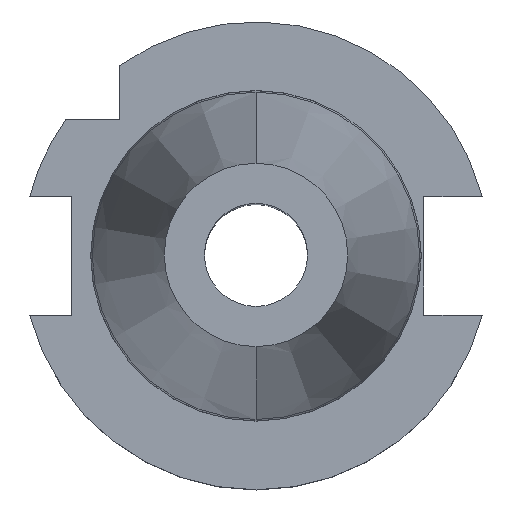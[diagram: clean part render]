
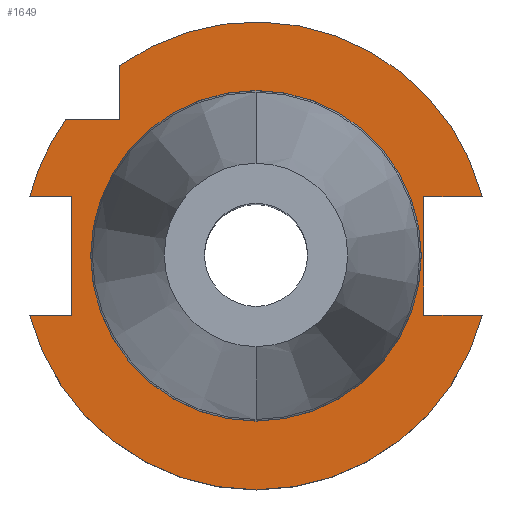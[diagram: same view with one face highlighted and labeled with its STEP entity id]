
A CAD part, top view. The second image highlights one B-rep face of the part: STEP entity #1649.
In plain terms, the highlighted planar face has unit normal (0, 0, 1).
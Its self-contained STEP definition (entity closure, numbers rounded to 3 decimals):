
#233=CARTESIAN_POINT('',(0.,0.,-3.2));
#234=DIRECTION('',(0.,0.,-1.));
#235=DIRECTION('',(0.,1.,0.));
#236=AXIS2_PLACEMENT_3D('',#233,#234,#235);
#255=CARTESIAN_POINT('',(0.,0.,-3.2));
#256=DIRECTION('',(0.,0.,1.));
#257=DIRECTION('',(0.,1.,0.));
#258=AXIS2_PLACEMENT_3D('',#255,#256,#257);
#263=DIRECTION('',(0.,-1.,0.));
#264=VECTOR('',#263,7.334);
#265=CARTESIAN_POINT('',(-18.5,25.834,-3.2));
#266=LINE('',#265,#264);
#270=DIRECTION('',(-1.,0.,0.));
#271=VECTOR('',#270,7.938);
#272=CARTESIAN_POINT('',(30.738,8.05,-3.2));
#273=LINE('',#272,#271);
#277=DIRECTION('',(0.,1.,0.));
#278=VECTOR('',#277,16.1);
#279=CARTESIAN_POINT('',(22.8,-8.05,-3.2));
#280=LINE('',#279,#278);
#284=DIRECTION('',(-1.,0.,0.));
#285=VECTOR('',#284,7.938);
#286=CARTESIAN_POINT('',(30.738,-8.05,-3.2));
#287=LINE('',#286,#285);
#291=DIRECTION('',(1.,0.,0.));
#292=VECTOR('',#291,5.738);
#293=CARTESIAN_POINT('',(-30.738,-8.05,-3.2));
#294=LINE('',#293,#292);
#298=DIRECTION('',(0.,1.,0.));
#299=VECTOR('',#298,16.1);
#300=CARTESIAN_POINT('',(-25.,-8.05,-3.2));
#301=LINE('',#300,#299);
#305=DIRECTION('',(1.,0.,0.));
#306=VECTOR('',#305,5.738);
#307=CARTESIAN_POINT('',(-30.738,8.05,-3.2));
#308=LINE('',#307,#306);
#312=DIRECTION('',(1.,0.,0.));
#313=VECTOR('',#312,7.334);
#314=CARTESIAN_POINT('',(-25.834,18.5,-3.2));
#315=LINE('',#314,#313);
#779=CARTESIAN_POINT('',(0.,0.,-3.2));
#780=DIRECTION('',(0.,0.,1.));
#781=DIRECTION('',(-0.967,-0.253,0.));
#782=AXIS2_PLACEMENT_3D('',#779,#780,#781);
#824=CARTESIAN_POINT('',(0.,0.,-3.2));
#825=DIRECTION('',(0.,0.,1.));
#826=DIRECTION('',(0.967,0.253,0.));
#827=AXIS2_PLACEMENT_3D('',#824,#825,#826);
#839=CARTESIAN_POINT('',(0.,0.,-3.2));
#840=DIRECTION('',(0.,0.,1.));
#841=DIRECTION('',(-0.813,0.582,0.));
#842=AXIS2_PLACEMENT_3D('',#839,#840,#841);
#1228=CARTESIAN_POINT('',(0.,22.334,-3.2));
#1230=VERTEX_POINT('',#1228);
#1238=CARTESIAN_POINT('',(0.,-22.334,-3.2));
#1240=VERTEX_POINT('',#1238);
#1264=CARTESIAN_POINT('',(30.738,8.05,-3.2));
#1265=VERTEX_POINT('',#1264);
#1266=CARTESIAN_POINT('',(30.738,-8.05,-3.2));
#1267=VERTEX_POINT('',#1266);
#1268=CARTESIAN_POINT('',(22.8,-8.05,-3.2));
#1269=CARTESIAN_POINT('',(22.8,8.05,-3.2));
#1270=VERTEX_POINT('',#1268);
#1271=VERTEX_POINT('',#1269);
#1302=CARTESIAN_POINT('',(-30.738,8.05,-3.2));
#1303=VERTEX_POINT('',#1302);
#1304=CARTESIAN_POINT('',(-30.738,-8.05,-3.2));
#1305=VERTEX_POINT('',#1304);
#1306=CARTESIAN_POINT('',(-25.,-8.05,-3.2));
#1307=CARTESIAN_POINT('',(-25.,8.05,-3.2));
#1308=VERTEX_POINT('',#1306);
#1309=VERTEX_POINT('',#1307);
#1334=CARTESIAN_POINT('',(-18.5,25.834,-3.2));
#1335=VERTEX_POINT('',#1334);
#1336=CARTESIAN_POINT('',(-25.834,18.5,-3.2));
#1337=VERTEX_POINT('',#1336);
#1338=CARTESIAN_POINT('',(-18.5,18.5,-3.2));
#1339=VERTEX_POINT('',#1338);
#1616=CARTESIAN_POINT('',(0.,0.,-3.2));
#1617=DIRECTION('',(0.,0.,-1.));
#1618=DIRECTION('',(0.,-1.,0.));
#1619=AXIS2_PLACEMENT_3D('',#1616,#1617,#1618);
#1620=PLANE('',#1619);
#1622=ORIENTED_EDGE('',*,*,#1621,.F.);
#1624=ORIENTED_EDGE('',*,*,#1623,.F.);
#1626=ORIENTED_EDGE('',*,*,#1625,.T.);
#1628=ORIENTED_EDGE('',*,*,#1627,.F.);
#1630=ORIENTED_EDGE('',*,*,#1629,.F.);
#1632=ORIENTED_EDGE('',*,*,#1631,.F.);
#1634=ORIENTED_EDGE('',*,*,#1633,.T.);
#1636=ORIENTED_EDGE('',*,*,#1635,.T.);
#1638=ORIENTED_EDGE('',*,*,#1637,.F.);
#1640=ORIENTED_EDGE('',*,*,#1639,.F.);
#1642=ORIENTED_EDGE('',*,*,#1641,.T.);
#1643=EDGE_LOOP('',(#1622,#1624,#1626,#1628,#1630,#1632,#1634,#1636,#1638,#1640,
#1642));
#1644=FACE_OUTER_BOUND('',#1643,.F.);
#1645=ORIENTED_EDGE('',*,*,#1611,.T.);
#1646=ORIENTED_EDGE('',*,*,#1595,.F.);
#1647=EDGE_LOOP('',(#1645,#1646));
#1648=FACE_BOUND('',#1647,.F.);
#237=CIRCLE('',#236,22.334);
#259=CIRCLE('',#258,22.334);
#783=CIRCLE('',#782,31.775);
#828=CIRCLE('',#827,31.775);
#843=CIRCLE('',#842,31.775);
#1595=EDGE_CURVE('',#1230,#1240,#237,.T.);
#1611=EDGE_CURVE('',#1230,#1240,#259,.T.);
#1621=EDGE_CURVE('',#1335,#1339,#266,.T.);
#1623=EDGE_CURVE('',#1265,#1335,#828,.T.);
#1625=EDGE_CURVE('',#1265,#1271,#273,.T.);
#1627=EDGE_CURVE('',#1270,#1271,#280,.T.);
#1629=EDGE_CURVE('',#1267,#1270,#287,.T.);
#1631=EDGE_CURVE('',#1305,#1267,#783,.T.);
#1633=EDGE_CURVE('',#1305,#1308,#294,.T.);
#1635=EDGE_CURVE('',#1308,#1309,#301,.T.);
#1637=EDGE_CURVE('',#1303,#1309,#308,.T.);
#1639=EDGE_CURVE('',#1337,#1303,#843,.T.);
#1641=EDGE_CURVE('',#1337,#1339,#315,.T.);
#1649=ADVANCED_FACE('',(#1644,#1648),#1620,.F.);
